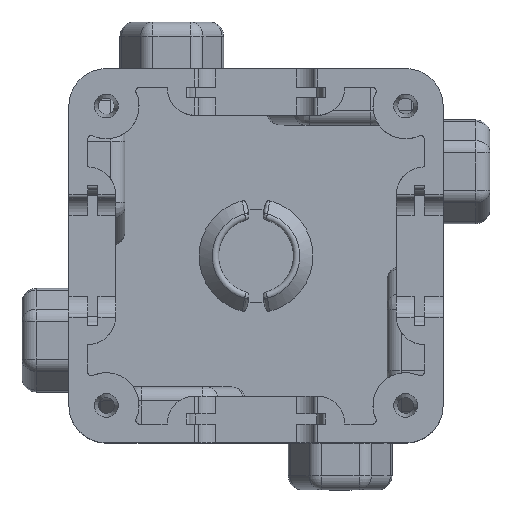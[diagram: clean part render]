
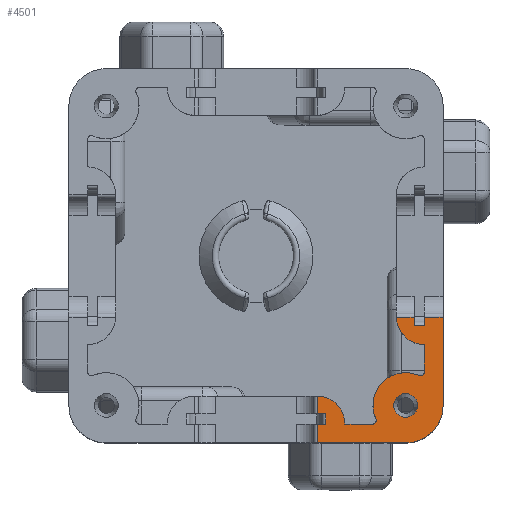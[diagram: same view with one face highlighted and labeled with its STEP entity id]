
A CAD part, top view. The second image highlights one B-rep face of the part: STEP entity #4501.
In plain terms, the highlighted planar face has unit normal (0, 0, 1).
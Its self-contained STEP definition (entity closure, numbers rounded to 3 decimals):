
#462 = VERTEX_POINT('',#463);
#463 = CARTESIAN_POINT('',(18.,-12.443,20.));
#469 = EDGE_CURVE('',#470,#462,#472,.T.);
#470 = VERTEX_POINT('',#471);
#471 = CARTESIAN_POINT('',(18.,-9.5,20.));
#472 = LINE('',#473,#474);
#473 = CARTESIAN_POINT('',(18.,0.,20.));
#474 = VECTOR('',#475,1.);
#475 = DIRECTION('',(0.,-1.,0.));
#1373 = VERTEX_POINT('',#1374);
#1374 = CARTESIAN_POINT('',(9.5,-18.,20.));
#1380 = EDGE_CURVE('',#1381,#1373,#1383,.T.);
#1381 = VERTEX_POINT('',#1382);
#1382 = CARTESIAN_POINT('',(12.443,-18.,20.));
#1383 = LINE('',#1384,#1385);
#1384 = CARTESIAN_POINT('',(16.,-18.,20.));
#1385 = VECTOR('',#1386,1.);
#1386 = DIRECTION('',(-1.,0.,0.));
#4471 = VERTEX_POINT('',#4472);
#4472 = CARTESIAN_POINT('',(15.001,-6.558,20.));
#4482 = EDGE_CURVE('',#4471,#470,#4483,.T.);
#4483 = CIRCLE('',#4484,3.);
#4484 = AXIS2_PLACEMENT_3D('',#4485,#4486,#4487);
#4485 = CARTESIAN_POINT('',(18.,-6.5,20.));
#4486 = DIRECTION('',(0.,0.,1.));
#4487 = DIRECTION('',(-1.,0.,0.));
#4501 = ADVANCED_FACE('',(#4502,#4644),#4655,.T.);
#4502 = FACE_BOUND('',#4503,.T.);
#4503 = EDGE_LOOP('',(#4504,#4505,#4514,#4522,#4530,#4538,#4546,#4554,
    #4562,#4571,#4579,#4587,#4595,#4603,#4611,#4617,#4618,#4619,#4628,
    #4637));
#4504 = ORIENTED_EDGE('',*,*,#1380,.T.);
#4505 = ORIENTED_EDGE('',*,*,#4506,.F.);
#4506 = EDGE_CURVE('',#4507,#1373,#4509,.T.);
#4507 = VERTEX_POINT('',#4508);
#4508 = CARTESIAN_POINT('',(6.558,-15.001,20.));
#4509 = CIRCLE('',#4510,3.);
#4510 = AXIS2_PLACEMENT_3D('',#4511,#4512,#4513);
#4511 = CARTESIAN_POINT('',(6.5,-18.,20.));
#4512 = DIRECTION('',(0.,0.,-1.));
#4513 = DIRECTION('',(0.,1.,0.));
#4514 = ORIENTED_EDGE('',*,*,#4515,.F.);
#4515 = EDGE_CURVE('',#4516,#4507,#4518,.T.);
#4516 = VERTEX_POINT('',#4517);
#4517 = CARTESIAN_POINT('',(6.558,-16.9,20.));
#4518 = LINE('',#4519,#4520);
#4519 = CARTESIAN_POINT('',(6.558,-16.9,20.));
#4520 = VECTOR('',#4521,1.);
#4521 = DIRECTION('',(0.,1.,0.));
#4522 = ORIENTED_EDGE('',*,*,#4523,.T.);
#4523 = EDGE_CURVE('',#4516,#4524,#4526,.T.);
#4524 = VERTEX_POINT('',#4525);
#4525 = CARTESIAN_POINT('',(7.481,-16.9,20.));
#4526 = LINE('',#4527,#4528);
#4527 = CARTESIAN_POINT('',(8.351,-16.9,20.));
#4528 = VECTOR('',#4529,1.);
#4529 = DIRECTION('',(1.,0.,0.));
#4530 = ORIENTED_EDGE('',*,*,#4531,.F.);
#4531 = EDGE_CURVE('',#4532,#4524,#4534,.T.);
#4532 = VERTEX_POINT('',#4533);
#4533 = CARTESIAN_POINT('',(7.481,-18.,20.));
#4534 = LINE('',#4535,#4536);
#4535 = CARTESIAN_POINT('',(7.481,-18.,20.));
#4536 = VECTOR('',#4537,1.);
#4537 = DIRECTION('',(0.,1.,0.));
#4538 = ORIENTED_EDGE('',*,*,#4539,.T.);
#4539 = EDGE_CURVE('',#4532,#4540,#4542,.T.);
#4540 = VERTEX_POINT('',#4541);
#4541 = CARTESIAN_POINT('',(6.558,-18.,20.));
#4542 = LINE('',#4543,#4544);
#4543 = CARTESIAN_POINT('',(6.969,-18.,20.));
#4544 = VECTOR('',#4545,1.);
#4545 = DIRECTION('',(-1.,0.,0.));
#4546 = ORIENTED_EDGE('',*,*,#4547,.F.);
#4547 = EDGE_CURVE('',#4548,#4540,#4550,.T.);
#4548 = VERTEX_POINT('',#4549);
#4549 = CARTESIAN_POINT('',(6.558,-20.,20.));
#4550 = LINE('',#4551,#4552);
#4551 = CARTESIAN_POINT('',(6.558,-20.,20.));
#4552 = VECTOR('',#4553,1.);
#4553 = DIRECTION('',(0.,1.,0.));
#4554 = ORIENTED_EDGE('',*,*,#4555,.F.);
#4555 = EDGE_CURVE('',#4556,#4548,#4558,.T.);
#4556 = VERTEX_POINT('',#4557);
#4557 = CARTESIAN_POINT('',(16.,-20.,20.));
#4558 = LINE('',#4559,#4560);
#4559 = CARTESIAN_POINT('',(16.,-20.,20.));
#4560 = VECTOR('',#4561,1.);
#4561 = DIRECTION('',(-1.,0.,0.));
#4562 = ORIENTED_EDGE('',*,*,#4563,.T.);
#4563 = EDGE_CURVE('',#4556,#4564,#4566,.T.);
#4564 = VERTEX_POINT('',#4565);
#4565 = CARTESIAN_POINT('',(20.,-16.,20.));
#4566 = CIRCLE('',#4567,4.);
#4567 = AXIS2_PLACEMENT_3D('',#4568,#4569,#4570);
#4568 = CARTESIAN_POINT('',(16.,-16.,20.));
#4569 = DIRECTION('',(0.,0.,1.));
#4570 = DIRECTION('',(0.,-1.,0.));
#4571 = ORIENTED_EDGE('',*,*,#4572,.F.);
#4572 = EDGE_CURVE('',#4573,#4564,#4575,.T.);
#4573 = VERTEX_POINT('',#4574);
#4574 = CARTESIAN_POINT('',(20.,-6.558,20.));
#4575 = LINE('',#4576,#4577);
#4576 = CARTESIAN_POINT('',(20.,0.,20.));
#4577 = VECTOR('',#4578,1.);
#4578 = DIRECTION('',(0.,-1.,0.));
#4579 = ORIENTED_EDGE('',*,*,#4580,.T.);
#4580 = EDGE_CURVE('',#4573,#4581,#4583,.T.);
#4581 = VERTEX_POINT('',#4582);
#4582 = CARTESIAN_POINT('',(18.,-6.558,20.));
#4583 = LINE('',#4584,#4585);
#4584 = CARTESIAN_POINT('',(20.,-6.558,20.));
#4585 = VECTOR('',#4586,1.);
#4586 = DIRECTION('',(-1.,0.,0.));
#4587 = ORIENTED_EDGE('',*,*,#4588,.T.);
#4588 = EDGE_CURVE('',#4581,#4589,#4591,.T.);
#4589 = VERTEX_POINT('',#4590);
#4590 = CARTESIAN_POINT('',(18.,-7.481,20.));
#4591 = LINE('',#4592,#4593);
#4592 = CARTESIAN_POINT('',(18.,0.,20.));
#4593 = VECTOR('',#4594,1.);
#4594 = DIRECTION('',(0.,-1.,0.));
#4595 = ORIENTED_EDGE('',*,*,#4596,.T.);
#4596 = EDGE_CURVE('',#4589,#4597,#4599,.T.);
#4597 = VERTEX_POINT('',#4598);
#4598 = CARTESIAN_POINT('',(16.9,-7.481,20.));
#4599 = LINE('',#4600,#4601);
#4600 = CARTESIAN_POINT('',(18.,-7.481,20.));
#4601 = VECTOR('',#4602,1.);
#4602 = DIRECTION('',(-1.,0.,0.));
#4603 = ORIENTED_EDGE('',*,*,#4604,.F.);
#4604 = EDGE_CURVE('',#4605,#4597,#4607,.T.);
#4605 = VERTEX_POINT('',#4606);
#4606 = CARTESIAN_POINT('',(16.9,-6.558,20.));
#4607 = LINE('',#4608,#4609);
#4608 = CARTESIAN_POINT('',(16.9,-8.351,20.));
#4609 = VECTOR('',#4610,1.);
#4610 = DIRECTION('',(0.,-1.,0.));
#4611 = ORIENTED_EDGE('',*,*,#4612,.T.);
#4612 = EDGE_CURVE('',#4605,#4471,#4613,.T.);
#4613 = LINE('',#4614,#4615);
#4614 = CARTESIAN_POINT('',(16.9,-6.558,20.));
#4615 = VECTOR('',#4616,1.);
#4616 = DIRECTION('',(-1.,0.,0.));
#4617 = ORIENTED_EDGE('',*,*,#4482,.T.);
#4618 = ORIENTED_EDGE('',*,*,#469,.T.);
#4619 = ORIENTED_EDGE('',*,*,#4620,.F.);
#4620 = EDGE_CURVE('',#4621,#462,#4623,.T.);
#4621 = VERTEX_POINT('',#4622);
#4622 = CARTESIAN_POINT('',(17.436,-12.808,20.));
#4623 = CIRCLE('',#4624,0.4);
#4624 = AXIS2_PLACEMENT_3D('',#4625,#4626,#4627);
#4625 = CARTESIAN_POINT('',(17.6,-12.443,20.));
#4626 = DIRECTION('',(0.,0.,1.));
#4627 = DIRECTION('',(1.,0.,0.));
#4628 = ORIENTED_EDGE('',*,*,#4629,.T.);
#4629 = EDGE_CURVE('',#4621,#4630,#4632,.T.);
#4630 = VERTEX_POINT('',#4631);
#4631 = CARTESIAN_POINT('',(12.808,-17.436,20.));
#4632 = CIRCLE('',#4633,3.5);
#4633 = AXIS2_PLACEMENT_3D('',#4634,#4635,#4636);
#4634 = CARTESIAN_POINT('',(16.,-16.,20.));
#4635 = DIRECTION('',(0.,0.,1.));
#4636 = DIRECTION('',(1.,0.,0.));
#4637 = ORIENTED_EDGE('',*,*,#4638,.T.);
#4638 = EDGE_CURVE('',#4630,#1381,#4639,.T.);
#4639 = CIRCLE('',#4640,0.4);
#4640 = AXIS2_PLACEMENT_3D('',#4641,#4642,#4643);
#4641 = CARTESIAN_POINT('',(12.443,-17.6,20.));
#4642 = DIRECTION('',(0.,0.,-1.));
#4643 = DIRECTION('',(-1.,0.,0.));
#4644 = FACE_BOUND('',#4645,.T.);
#4645 = EDGE_LOOP('',(#4646));
#4646 = ORIENTED_EDGE('',*,*,#4647,.F.);
#4647 = EDGE_CURVE('',#4648,#4648,#4650,.T.);
#4648 = VERTEX_POINT('',#4649);
#4649 = CARTESIAN_POINT('',(16.,-17.275,20.));
#4650 = CIRCLE('',#4651,1.275);
#4651 = AXIS2_PLACEMENT_3D('',#4652,#4653,#4654);
#4652 = CARTESIAN_POINT('',(16.,-16.,20.));
#4653 = DIRECTION('',(0.,0.,1.));
#4654 = DIRECTION('',(0.,-1.,0.));
#4655 = PLANE('',#4656);
#4656 = AXIS2_PLACEMENT_3D('',#4657,#4658,#4659);
#4657 = CARTESIAN_POINT('',(14.402,-14.402,20.));
#4658 = DIRECTION('',(0.,0.,1.));
#4659 = DIRECTION('',(0.,-1.,0.));
